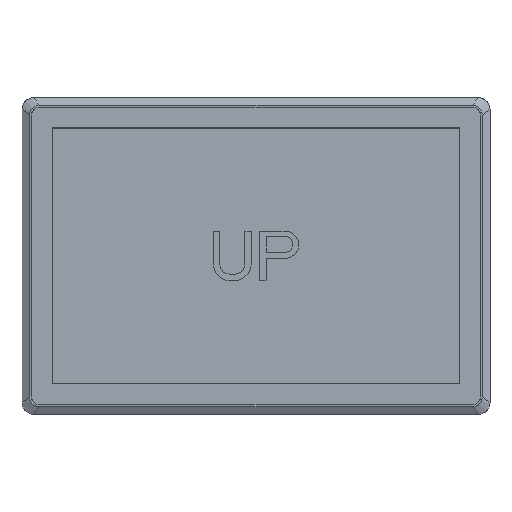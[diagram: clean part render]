
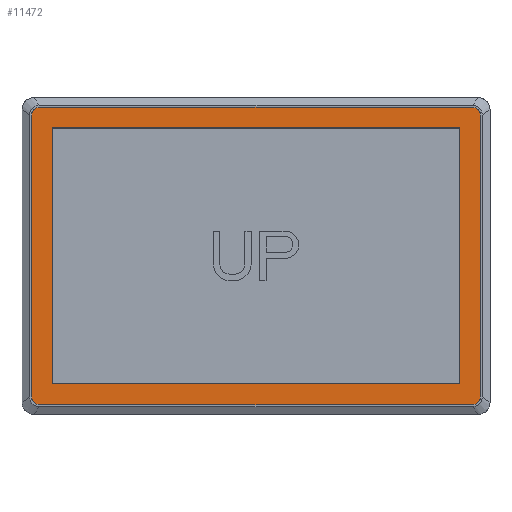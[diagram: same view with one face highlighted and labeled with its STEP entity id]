
A CAD part, top view. The second image highlights one B-rep face of the part: STEP entity #11472.
In plain terms, the highlighted planar face has unit normal (0, 0, 1).
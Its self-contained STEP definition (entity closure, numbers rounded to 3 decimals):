
#9319=CARTESIAN_POINT('',(-217.55,141.5,0.));
#9320=DIRECTION('',(0.,0.,-1.));
#9321=DIRECTION('',(-1.,0.,0.));
#9322=AXIS2_PLACEMENT_3D('',#9319,#9320,#9321);
#9324=DIRECTION('',(1.,0.,0.));
#9325=VECTOR('',#9324,435.1);
#9326=CARTESIAN_POINT('',(-217.55,149.5,0.));
#9327=LINE('',#9326,#9325);
#9328=CARTESIAN_POINT('',(217.55,141.5,0.));
#9329=DIRECTION('',(0.,0.,-1.));
#9330=DIRECTION('',(0.,1.,0.));
#9331=AXIS2_PLACEMENT_3D('',#9328,#9329,#9330);
#9333=DIRECTION('',(0.,-1.,0.));
#9334=VECTOR('',#9333,283.);
#9335=CARTESIAN_POINT('',(225.55,141.5,0.));
#9336=LINE('',#9335,#9334);
#9337=CARTESIAN_POINT('',(217.55,-141.5,0.));
#9338=DIRECTION('',(0.,0.,-1.));
#9339=DIRECTION('',(1.,0.,0.));
#9340=AXIS2_PLACEMENT_3D('',#9337,#9338,#9339);
#9342=DIRECTION('',(-1.,0.,0.));
#9343=VECTOR('',#9342,435.1);
#9344=CARTESIAN_POINT('',(217.55,-149.5,0.));
#9345=LINE('',#9344,#9343);
#9346=CARTESIAN_POINT('',(-217.55,-141.5,0.));
#9347=DIRECTION('',(0.,0.,-1.));
#9348=DIRECTION('',(0.,-1.,0.));
#9349=AXIS2_PLACEMENT_3D('',#9346,#9347,#9348);
#9351=DIRECTION('',(0.,1.,0.));
#9352=VECTOR('',#9351,283.);
#9353=CARTESIAN_POINT('',(-225.55,-141.5,0.));
#9354=LINE('',#9353,#9352);
#10465=DIRECTION('',(0.,1.,0.));
#10466=VECTOR('',#10465,257.4);
#10467=CARTESIAN_POINT('',(-204.75,-128.7,0.));
#10468=LINE('',#10467,#10466);
#10473=DIRECTION('',(1.,0.,0.));
#10474=VECTOR('',#10473,409.5);
#10475=CARTESIAN_POINT('',(-204.75,128.7,0.));
#10476=LINE('',#10475,#10474);
#10481=DIRECTION('',(0.,-1.,0.));
#10482=VECTOR('',#10481,257.4);
#10483=CARTESIAN_POINT('',(204.75,128.7,0.));
#10484=LINE('',#10483,#10482);
#10489=DIRECTION('',(-1.,0.,0.));
#10490=VECTOR('',#10489,409.5);
#10491=CARTESIAN_POINT('',(204.75,-128.7,0.));
#10492=LINE('',#10491,#10490);
#11113=CARTESIAN_POINT('',(-225.55,141.5,0.));
#11114=CARTESIAN_POINT('',(-217.55,149.5,0.));
#11115=VERTEX_POINT('',#11113);
#11116=VERTEX_POINT('',#11114);
#11117=CARTESIAN_POINT('',(217.55,149.5,0.));
#11118=VERTEX_POINT('',#11117);
#11119=CARTESIAN_POINT('',(225.55,141.5,0.));
#11120=VERTEX_POINT('',#11119);
#11121=CARTESIAN_POINT('',(225.55,-141.5,0.));
#11122=VERTEX_POINT('',#11121);
#11123=CARTESIAN_POINT('',(217.55,-149.5,0.));
#11124=VERTEX_POINT('',#11123);
#11125=CARTESIAN_POINT('',(-217.55,-149.5,0.));
#11126=VERTEX_POINT('',#11125);
#11127=CARTESIAN_POINT('',(-225.55,-141.5,0.));
#11128=VERTEX_POINT('',#11127);
#11129=CARTESIAN_POINT('',(-204.75,-128.7,0.));
#11130=CARTESIAN_POINT('',(-204.75,128.7,0.));
#11131=VERTEX_POINT('',#11129);
#11132=VERTEX_POINT('',#11130);
#11133=CARTESIAN_POINT('',(204.75,-128.7,0.));
#11134=VERTEX_POINT('',#11133);
#11135=CARTESIAN_POINT('',(204.75,128.7,0.));
#11136=VERTEX_POINT('',#11135);
#11439=CARTESIAN_POINT('',(0.,0.,0.));
#11440=DIRECTION('',(0.,0.,1.));
#11441=DIRECTION('',(1.,0.,0.));
#11442=AXIS2_PLACEMENT_3D('',#11439,#11440,#11441);
#11443=PLANE('',#11442);
#11445=ORIENTED_EDGE('',*,*,#11444,.T.);
#11447=ORIENTED_EDGE('',*,*,#11446,.T.);
#11449=ORIENTED_EDGE('',*,*,#11448,.T.);
#11451=ORIENTED_EDGE('',*,*,#11450,.T.);
#11453=ORIENTED_EDGE('',*,*,#11452,.T.);
#11455=ORIENTED_EDGE('',*,*,#11454,.T.);
#11457=ORIENTED_EDGE('',*,*,#11456,.T.);
#11459=ORIENTED_EDGE('',*,*,#11458,.T.);
#11460=EDGE_LOOP('',(#11445,#11447,#11449,#11451,#11453,#11455,#11457,#11459));
#11461=FACE_OUTER_BOUND('',#11460,.F.);
#11463=ORIENTED_EDGE('',*,*,#11462,.F.);
#11465=ORIENTED_EDGE('',*,*,#11464,.F.);
#11467=ORIENTED_EDGE('',*,*,#11466,.F.);
#11469=ORIENTED_EDGE('',*,*,#11468,.F.);
#11470=EDGE_LOOP('',(#11463,#11465,#11467,#11469));
#11471=FACE_BOUND('',#11470,.F.);
#9323=CIRCLE('',#9322,8.);
#9332=CIRCLE('',#9331,8.);
#9341=CIRCLE('',#9340,8.);
#9350=CIRCLE('',#9349,8.);
#11444=EDGE_CURVE('',#11115,#11116,#9323,.T.);
#11446=EDGE_CURVE('',#11116,#11118,#9327,.T.);
#11448=EDGE_CURVE('',#11118,#11120,#9332,.T.);
#11450=EDGE_CURVE('',#11120,#11122,#9336,.T.);
#11452=EDGE_CURVE('',#11122,#11124,#9341,.T.);
#11454=EDGE_CURVE('',#11124,#11126,#9345,.T.);
#11456=EDGE_CURVE('',#11126,#11128,#9350,.T.);
#11458=EDGE_CURVE('',#11128,#11115,#9354,.T.);
#11462=EDGE_CURVE('',#11131,#11132,#10468,.T.);
#11464=EDGE_CURVE('',#11134,#11131,#10492,.T.);
#11466=EDGE_CURVE('',#11136,#11134,#10484,.T.);
#11468=EDGE_CURVE('',#11132,#11136,#10476,.T.);
#11472=ADVANCED_FACE('',(#11461,#11471),#11443,.T.);
